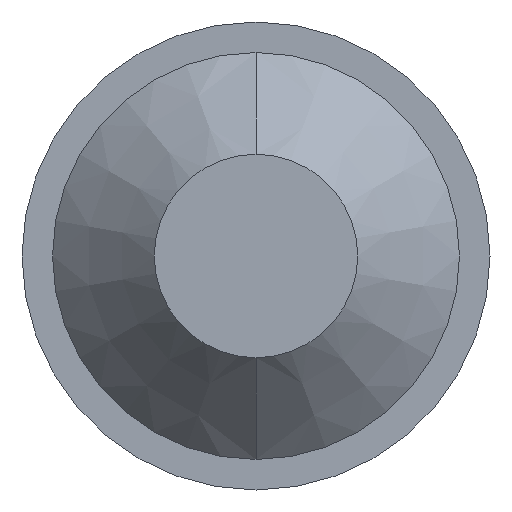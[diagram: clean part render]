
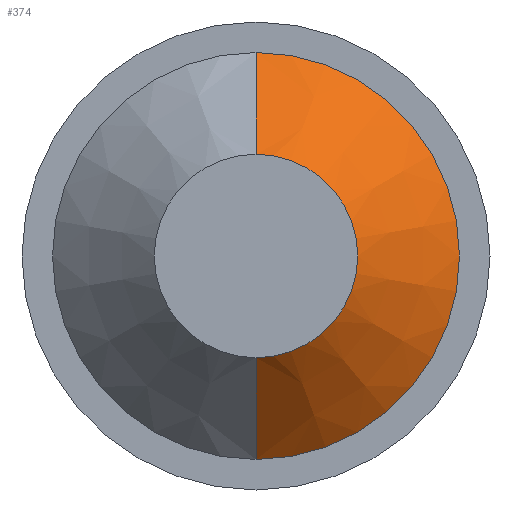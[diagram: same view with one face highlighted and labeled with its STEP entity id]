
A CAD part, front view. The second image highlights one B-rep face of the part: STEP entity #374.
In plain terms, the highlighted conical face has half-angle 45 degrees and reference radius 1 mm.
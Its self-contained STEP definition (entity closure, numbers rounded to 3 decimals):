
#5 = DIRECTION ( 'NONE',  ( 0., 0.707, 0.707 ) ) ;
#6 = CARTESIAN_POINT ( 'NONE',  ( 0., -6.5, 0. ) ) ;
#13 = VERTEX_POINT ( 'NONE', #154 ) ;
#18 = ORIENTED_EDGE ( 'NONE', *, *, #402, .F. ) ;
#36 = VECTOR ( 'NONE', #520, 1000. ) ;
#41 = AXIS2_PLACEMENT_3D ( 'NONE', #255, #569, #564 ) ;
#43 = ORIENTED_EDGE ( 'NONE', *, *, #286, .F. ) ;
#49 = LINE ( 'NONE', #169, #36 ) ;
#134 = VECTOR ( 'NONE', #5, 1000. ) ;
#135 = EDGE_CURVE ( 'NONE', #407, #290, #49, .T. ) ;
#136 = EDGE_LOOP ( 'NONE', ( #519, #256, #43, #18 ) ) ;
#154 = CARTESIAN_POINT ( 'NONE',  ( 0., -7., 0.5 ) ) ;
#169 = CARTESIAN_POINT ( 'NONE',  ( 0., -6.5, -1. ) ) ;
#175 = DIRECTION ( 'NONE',  ( 0., 0., 1. ) ) ;
#183 = CARTESIAN_POINT ( 'NONE',  ( 0., -6.5, -1. ) ) ;
#234 = DIRECTION ( 'NONE',  ( 0., 1., 0. ) ) ;
#255 = CARTESIAN_POINT ( 'NONE',  ( 0., -7., 0. ) ) ;
#256 = ORIENTED_EDGE ( 'NONE', *, *, #135, .T. ) ;
#272 = CARTESIAN_POINT ( 'NONE',  ( 0., -6.5, 1. ) ) ;
#286 = EDGE_CURVE ( 'NONE', #356, #290, #488, .T. ) ;
#290 = VERTEX_POINT ( 'NONE', #183 ) ;
#311 = LINE ( 'NONE', #272, #134 ) ;
#347 = AXIS2_PLACEMENT_3D ( 'NONE', #352, #575, #175 ) ;
#352 = CARTESIAN_POINT ( 'NONE',  ( 0., -6.5, 0. ) ) ;
#356 = VERTEX_POINT ( 'NONE', #360 ) ;
#360 = CARTESIAN_POINT ( 'NONE',  ( 0., -6.5, 1. ) ) ;
#374 = ADVANCED_FACE ( 'NONE', ( #552 ), #409, .T. ) ;
#402 = EDGE_CURVE ( 'NONE', #13, #356, #311, .T. ) ;
#407 = VERTEX_POINT ( 'NONE', #459 ) ;
#409 = CONICAL_SURFACE ( 'NONE', #543, 1., 0.785 ) ;
#459 = CARTESIAN_POINT ( 'NONE',  ( 0., -7., -0.5 ) ) ;
#488 = CIRCLE ( 'NONE', #347, 1. ) ;
#500 = CIRCLE ( 'NONE', #41, 0.5 ) ;
#501 = DIRECTION ( 'NONE',  ( 0., 0., 1. ) ) ;
#519 = ORIENTED_EDGE ( 'NONE', *, *, #581, .F. ) ;
#520 = DIRECTION ( 'NONE',  ( 0., 0.707, -0.707 ) ) ;
#543 = AXIS2_PLACEMENT_3D ( 'NONE', #6, #234, #501 ) ;
#552 = FACE_OUTER_BOUND ( 'NONE', #136, .T. ) ;
#564 = DIRECTION ( 'NONE',  ( 0., 0., 1. ) ) ;
#569 = DIRECTION ( 'NONE',  ( 0., -1., 0. ) ) ;
#575 = DIRECTION ( 'NONE',  ( 0., 1., 0. ) ) ;
#581 = EDGE_CURVE ( 'NONE', #407, #13, #500, .T. ) ;
